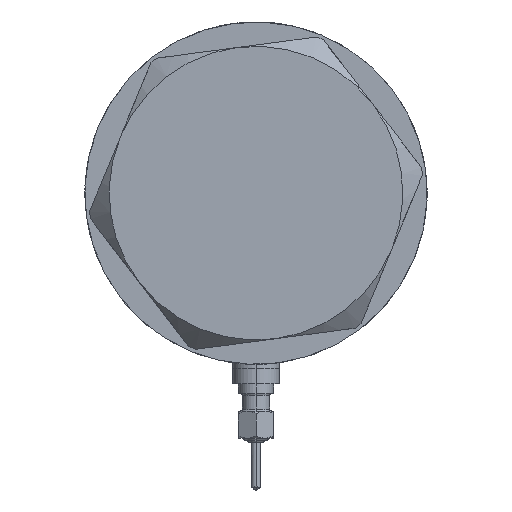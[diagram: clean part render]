
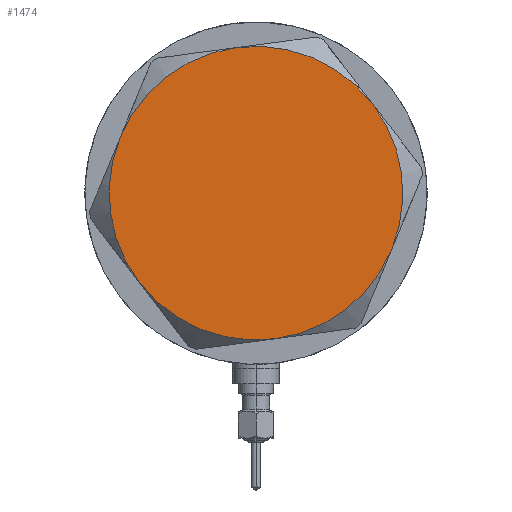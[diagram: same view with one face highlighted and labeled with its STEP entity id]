
A CAD part, left-side view. The second image highlights one B-rep face of the part: STEP entity #1474.
In plain terms, the highlighted face is planar.
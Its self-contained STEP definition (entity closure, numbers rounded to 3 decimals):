
#74 = AXIS2_PLACEMENT_3D ( 'NONE', #4898, #2962, #2371 ) ;
#136 = ORIENTED_EDGE ( 'NONE', *, *, #608, .T. ) ;
#168 = CARTESIAN_POINT ( 'NONE',  ( 0., 0., 13. ) ) ;
#171 = DIRECTION ( 'NONE',  ( 0., 0., 1. ) ) ;
#190 = ORIENTED_EDGE ( 'NONE', *, *, #1544, .T. ) ;
#337 = DIRECTION ( 'NONE',  ( 0., 0., 1. ) ) ;
#363 = EDGE_CURVE ( 'NONE', #5049, #3075, #467, .T. ) ;
#467 = CIRCLE ( 'NONE', #1495, 37.75 ) ;
#578 = CARTESIAN_POINT ( 'NONE',  ( -18.875, -32.692, 13. ) ) ;
#608 = EDGE_CURVE ( 'NONE', #3075, #3295, #1197, .T. ) ;
#674 = DIRECTION ( 'NONE',  ( 1., 0., 0. ) ) ;
#877 = DIRECTION ( 'NONE',  ( 1., 0., 0. ) ) ;
#1197 = CIRCLE ( 'NONE', #4902, 37.75 ) ;
#1226 = CIRCLE ( 'NONE', #3120, 37.75 ) ;
#1340 = CARTESIAN_POINT ( 'NONE',  ( 0., 0., 13. ) ) ;
#1341 = EDGE_LOOP ( 'NONE', ( #136, #4060, #190, #3837, #2764, #2511 ) ) ;
#1414 = CARTESIAN_POINT ( 'NONE',  ( -37.75, 0., 13. ) ) ;
#1474 = ADVANCED_FACE ( 'NONE', ( #5398 ), #6461, .T. ) ;
#1495 = AXIS2_PLACEMENT_3D ( 'NONE', #1340, #4421, #4931 ) ;
#1535 = CIRCLE ( 'NONE', #1753, 37.75 ) ;
#1544 = EDGE_CURVE ( 'NONE', #5434, #4539, #1226, .T. ) ;
#1633 = DIRECTION ( 'NONE',  ( 1., 0., 0. ) ) ;
#1753 = AXIS2_PLACEMENT_3D ( 'NONE', #4866, #337, #6397 ) ;
#2371 = DIRECTION ( 'NONE',  ( 1., 0., 0. ) ) ;
#2384 = CARTESIAN_POINT ( 'NONE',  ( 37.75, 0., 13. ) ) ;
#2410 = EDGE_CURVE ( 'NONE', #3295, #5434, #1535, .T. ) ;
#2438 = DIRECTION ( 'NONE',  ( 1., 0., 0. ) ) ;
#2501 = EDGE_CURVE ( 'NONE', #4539, #6224, #3129, .T. ) ;
#2504 = CIRCLE ( 'NONE', #6231, 37.75 ) ;
#2511 = ORIENTED_EDGE ( 'NONE', *, *, #363, .T. ) ;
#2764 = ORIENTED_EDGE ( 'NONE', *, *, #5143, .T. ) ;
#2962 = DIRECTION ( 'NONE',  ( 0., 0., 1. ) ) ;
#3075 = VERTEX_POINT ( 'NONE', #6219 ) ;
#3092 = CARTESIAN_POINT ( 'NONE',  ( 18.875, 32.692, 13. ) ) ;
#3120 = AXIS2_PLACEMENT_3D ( 'NONE', #3407, #3380, #877 ) ;
#3129 = CIRCLE ( 'NONE', #3236, 37.75 ) ;
#3236 = AXIS2_PLACEMENT_3D ( 'NONE', #6459, #5923, #2438 ) ;
#3295 = VERTEX_POINT ( 'NONE', #2384 ) ;
#3380 = DIRECTION ( 'NONE',  ( 0., 0., 1. ) ) ;
#3407 = CARTESIAN_POINT ( 'NONE',  ( 0., 0., 13. ) ) ;
#3837 = ORIENTED_EDGE ( 'NONE', *, *, #2501, .T. ) ;
#4060 = ORIENTED_EDGE ( 'NONE', *, *, #2410, .T. ) ;
#4186 = DIRECTION ( 'NONE',  ( 0., 0., 1. ) ) ;
#4421 = DIRECTION ( 'NONE',  ( 0., 0., 1. ) ) ;
#4539 = VERTEX_POINT ( 'NONE', #5086 ) ;
#4866 = CARTESIAN_POINT ( 'NONE',  ( 0., 0., 13. ) ) ;
#4898 = CARTESIAN_POINT ( 'NONE',  ( 0., 0., 13. ) ) ;
#4902 = AXIS2_PLACEMENT_3D ( 'NONE', #168, #4186, #1633 ) ;
#4931 = DIRECTION ( 'NONE',  ( 1., 0., 0. ) ) ;
#5049 = VERTEX_POINT ( 'NONE', #578 ) ;
#5086 = CARTESIAN_POINT ( 'NONE',  ( -18.875, 32.692, 13. ) ) ;
#5143 = EDGE_CURVE ( 'NONE', #6224, #5049, #2504, .T. ) ;
#5243 = CARTESIAN_POINT ( 'NONE',  ( 0., 0., 13. ) ) ;
#5398 = FACE_OUTER_BOUND ( 'NONE', #1341, .T. ) ;
#5434 = VERTEX_POINT ( 'NONE', #3092 ) ;
#5923 = DIRECTION ( 'NONE',  ( 0., 0., 1. ) ) ;
#6219 = CARTESIAN_POINT ( 'NONE',  ( 18.875, -32.692, 13. ) ) ;
#6224 = VERTEX_POINT ( 'NONE', #1414 ) ;
#6231 = AXIS2_PLACEMENT_3D ( 'NONE', #5243, #171, #674 ) ;
#6397 = DIRECTION ( 'NONE',  ( 1., 0., 0. ) ) ;
#6459 = CARTESIAN_POINT ( 'NONE',  ( 0., 0., 13. ) ) ;
#6461 = PLANE ( 'NONE',  #74 ) ;
